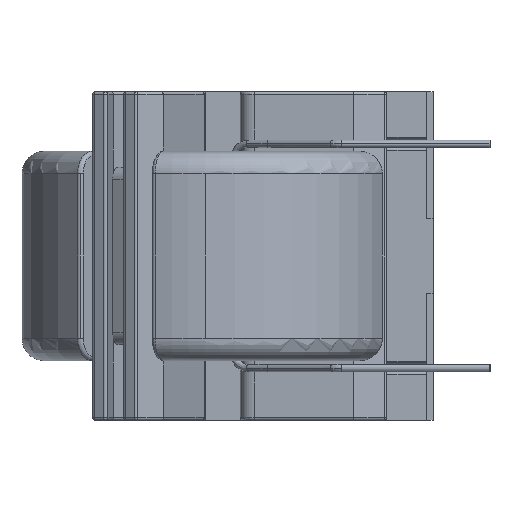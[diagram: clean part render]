
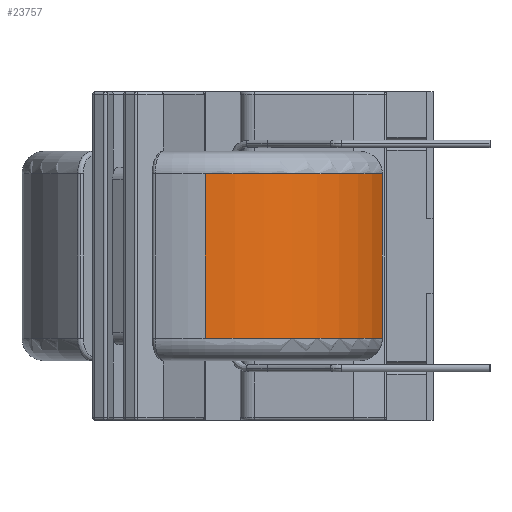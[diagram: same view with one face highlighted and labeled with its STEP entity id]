
A CAD part, left-side view. The second image highlights one B-rep face of the part: STEP entity #23757.
In plain terms, the highlighted cylindrical face has radius 12.25 mm (diameter 24.5 mm), a partial arc.
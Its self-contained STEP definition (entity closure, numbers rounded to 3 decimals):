
#866 = DIRECTION ( 'NONE',  ( -1., 0., 0. ) ) ;
#2186 = AXIS2_PLACEMENT_3D ( 'NONE', #29665, #17942, #25127 ) ;
#2335 = VERTEX_POINT ( 'NONE', #5467 ) ;
#3904 = DIRECTION ( 'NONE',  ( 0., 0., -1. ) ) ;
#5096 = VERTEX_POINT ( 'NONE', #30406 ) ;
#5467 = CARTESIAN_POINT ( 'NONE',  ( -3.122, -11.846, 5.5 ) ) ;
#5661 = ORIENTED_EDGE ( 'NONE', *, *, #18257, .T. ) ;
#7232 = VERTEX_POINT ( 'NONE', #12727 ) ;
#9312 = EDGE_CURVE ( 'NONE', #13769, #7232, #14579, .T. ) ;
#9587 = ORIENTED_EDGE ( 'NONE', *, *, #15669, .T. ) ;
#10921 = ORIENTED_EDGE ( 'NONE', *, *, #9312, .T. ) ;
#11415 = DIRECTION ( 'NONE',  ( 0., 0., -1. ) ) ;
#12727 = CARTESIAN_POINT ( 'NONE',  ( -12.25, 0., -5.5 ) ) ;
#13668 = CARTESIAN_POINT ( 'NONE',  ( -12.25, 0., 7. ) ) ;
#13769 = VERTEX_POINT ( 'NONE', #24593 ) ;
#14543 = EDGE_LOOP ( 'NONE', ( #9587, #10921, #5661, #16070 ) ) ;
#14579 = LINE ( 'NONE', #13668, #16028 ) ;
#15669 = EDGE_CURVE ( 'NONE', #2335, #13769, #23935, .T. ) ;
#16028 = VECTOR ( 'NONE', #11415, 1000. ) ;
#16070 = ORIENTED_EDGE ( 'NONE', *, *, #28457, .T. ) ;
#16628 = AXIS2_PLACEMENT_3D ( 'NONE', #29808, #3904, #22686 ) ;
#17942 = DIRECTION ( 'NONE',  ( 0., 0., 1. ) ) ;
#18257 = EDGE_CURVE ( 'NONE', #7232, #5096, #23990, .T. ) ;
#19802 = DIRECTION ( 'NONE',  ( 0., 0., 1. ) ) ;
#19892 = CYLINDRICAL_SURFACE ( 'NONE', #27685, 12.25 ) ;
#22096 = CARTESIAN_POINT ( 'NONE',  ( -3.122, -11.846, 7. ) ) ;
#22165 = LINE ( 'NONE', #22096, #29905 ) ;
#22686 = DIRECTION ( 'NONE',  ( 1., 0., 0. ) ) ;
#23757 = ADVANCED_FACE ( 'NONE', ( #28803 ), #19892, .T. ) ;
#23935 = CIRCLE ( 'NONE', #16628, 12.25 ) ;
#23990 = CIRCLE ( 'NONE', #2186, 12.25 ) ;
#24593 = CARTESIAN_POINT ( 'NONE',  ( -12.25, 0., 5.5 ) ) ;
#25127 = DIRECTION ( 'NONE',  ( 1., 0., 0. ) ) ;
#27118 = DIRECTION ( 'NONE',  ( 0., 0., -1. ) ) ;
#27685 = AXIS2_PLACEMENT_3D ( 'NONE', #29370, #27118, #866 ) ;
#28457 = EDGE_CURVE ( 'NONE', #5096, #2335, #22165, .T. ) ;
#28803 = FACE_OUTER_BOUND ( 'NONE', #14543, .T. ) ;
#29370 = CARTESIAN_POINT ( 'NONE',  ( 0., 0., 7. ) ) ;
#29665 = CARTESIAN_POINT ( 'NONE',  ( 0., 0., -5.5 ) ) ;
#29808 = CARTESIAN_POINT ( 'NONE',  ( 0., 0., 5.5 ) ) ;
#29905 = VECTOR ( 'NONE', #19802, 1000. ) ;
#30406 = CARTESIAN_POINT ( 'NONE',  ( -3.122, -11.846, -5.5 ) ) ;
